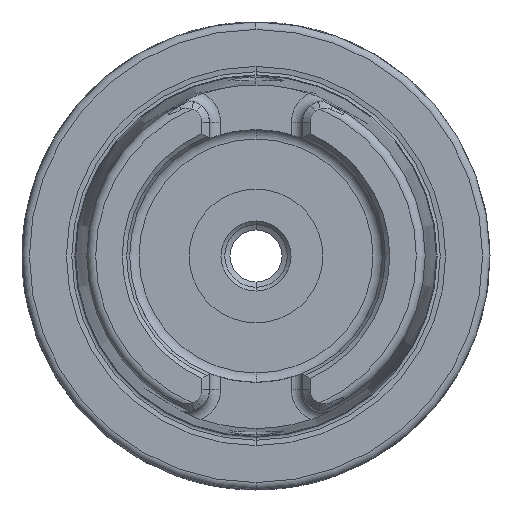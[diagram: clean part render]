
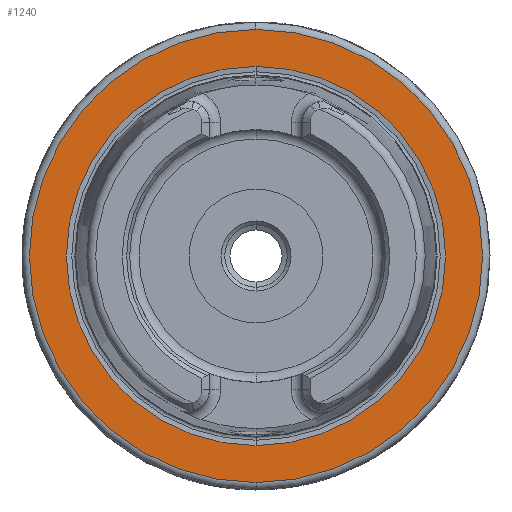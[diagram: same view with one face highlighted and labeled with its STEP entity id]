
A CAD part, left-side view. The second image highlights one B-rep face of the part: STEP entity #1240.
In plain terms, the highlighted planar face has unit normal (-1, 0, 0).
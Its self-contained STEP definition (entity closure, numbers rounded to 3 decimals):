
#106 = DIRECTION ( 'NONE',  ( 0., 0., -1. ) ) ;
#122 = DIRECTION ( 'NONE',  ( -1., 0., 0. ) ) ;
#133 = CARTESIAN_POINT ( 'NONE',  ( -34., 0., 0. ) ) ;
#820 = EDGE_LOOP ( 'NONE', ( #7098, #3250 ) ) ;
#1240 = ADVANCED_FACE ( 'NONE', ( #8043, #7916 ), #3409, .F. ) ;
#1690 = CARTESIAN_POINT ( 'NONE',  ( -34., 0., -30.5 ) ) ;
#2347 = VERTEX_POINT ( 'NONE', #7969 ) ;
#2716 = DIRECTION ( 'NONE',  ( 0., 0., -1. ) ) ;
#2721 = DIRECTION ( 'NONE',  ( 1., 0., 0. ) ) ;
#2729 = CARTESIAN_POINT ( 'NONE',  ( -34., 0., 0. ) ) ;
#3080 = CIRCLE ( 'NONE', #6133, 30.5 ) ;
#3084 = EDGE_CURVE ( 'NONE', #8572, #7333, #5524, .T. ) ;
#3250 = ORIENTED_EDGE ( 'NONE', *, *, #4586, .T. ) ;
#3269 = DIRECTION ( 'NONE',  ( 0., 0., -1. ) ) ;
#3281 = DIRECTION ( 'NONE',  ( 1., 0., 0. ) ) ;
#3321 = CARTESIAN_POINT ( 'NONE',  ( -34., 31.5, 0. ) ) ;
#3409 = PLANE ( 'NONE',  #8546 ) ;
#3442 = CIRCLE ( 'NONE', #6347, 30.5 ) ;
#3697 = CARTESIAN_POINT ( 'NONE',  ( -34., 0., -25.521 ) ) ;
#3930 = AXIS2_PLACEMENT_3D ( 'NONE', #7673, #7605, #7492 ) ;
#4586 = EDGE_CURVE ( 'NONE', #2347, #4893, #3442, .T. ) ;
#4893 = VERTEX_POINT ( 'NONE', #1690 ) ;
#4951 = EDGE_CURVE ( 'NONE', #4893, #2347, #3080, .T. ) ;
#5297 = CIRCLE ( 'NONE', #3930, 25.521 ) ;
#5524 = CIRCLE ( 'NONE', #7438, 25.521 ) ;
#6133 = AXIS2_PLACEMENT_3D ( 'NONE', #133, #122, #106 ) ;
#6347 = AXIS2_PLACEMENT_3D ( 'NONE', #7161, #7133, #7099 ) ;
#7098 = ORIENTED_EDGE ( 'NONE', *, *, #4951, .T. ) ;
#7099 = DIRECTION ( 'NONE',  ( 0., 0., -1. ) ) ;
#7133 = DIRECTION ( 'NONE',  ( -1., 0., 0. ) ) ;
#7161 = CARTESIAN_POINT ( 'NONE',  ( -34., 0., 0. ) ) ;
#7333 = VERTEX_POINT ( 'NONE', #3697 ) ;
#7436 = EDGE_LOOP ( 'NONE', ( #8887, #9041 ) ) ;
#7438 = AXIS2_PLACEMENT_3D ( 'NONE', #2729, #2721, #2716 ) ;
#7492 = DIRECTION ( 'NONE',  ( 0., 0., -1. ) ) ;
#7605 = DIRECTION ( 'NONE',  ( 1., 0., 0. ) ) ;
#7673 = CARTESIAN_POINT ( 'NONE',  ( -34., 0., 0. ) ) ;
#7863 = CARTESIAN_POINT ( 'NONE',  ( -34., 0., 25.521 ) ) ;
#7916 = FACE_BOUND ( 'NONE', #7436, .T. ) ;
#7969 = CARTESIAN_POINT ( 'NONE',  ( -34., 0., 30.5 ) ) ;
#8043 = FACE_OUTER_BOUND ( 'NONE', #820, .T. ) ;
#8546 = AXIS2_PLACEMENT_3D ( 'NONE', #3321, #3281, #3269 ) ;
#8572 = VERTEX_POINT ( 'NONE', #7863 ) ;
#8580 = EDGE_CURVE ( 'NONE', #7333, #8572, #5297, .T. ) ;
#8887 = ORIENTED_EDGE ( 'NONE', *, *, #3084, .T. ) ;
#9041 = ORIENTED_EDGE ( 'NONE', *, *, #8580, .T. ) ;
